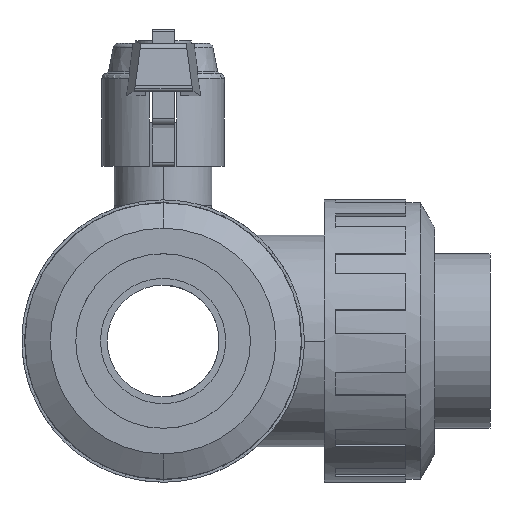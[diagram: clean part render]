
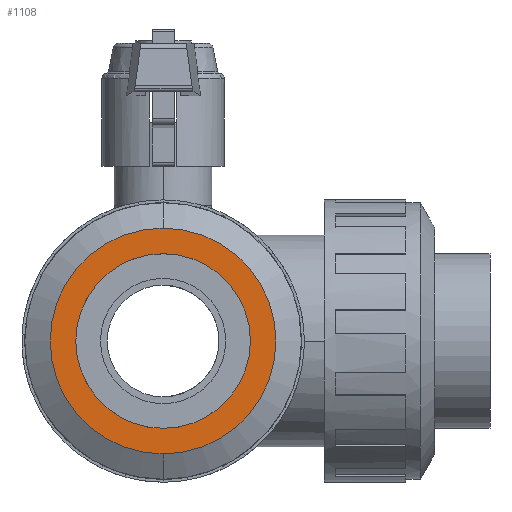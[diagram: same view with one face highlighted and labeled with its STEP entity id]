
A CAD part, left-side view. The second image highlights one B-rep face of the part: STEP entity #1108.
In plain terms, the highlighted planar face has unit normal (-1, 0, 0).
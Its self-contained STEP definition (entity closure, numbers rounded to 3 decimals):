
#1108=ADVANCED_FACE('',(#2275,#2276),#2277,.T.);
#2275=FACE_BOUND('',#3494,.T.);
#2276=FACE_OUTER_BOUND('',#3495,.T.);
#2277=PLANE('',#3496);
#3494=EDGE_LOOP('',(#6992,#6993));
#3495=EDGE_LOOP('',(#6994,#6995));
#3496=AXIS2_PLACEMENT_3D('',#6996,#6997,#6998);
#6992=ORIENTED_EDGE('',*,*,#8757,.F.);
#6993=ORIENTED_EDGE('',*,*,#7495,.F.);
#6994=ORIENTED_EDGE('',*,*,#7500,.T.);
#6995=ORIENTED_EDGE('',*,*,#8755,.T.);
#6996=CARTESIAN_POINT('',(-97.27,0.0,35.825));
#6997=DIRECTION('',(-1.0,0.0,0.0));
#6998=DIRECTION('',(0.0,-0.0,1.0));
#7495=EDGE_CURVE('',#9058,#9054,#9060,.T.);
#7500=EDGE_CURVE('',#9063,#9067,#9069,.T.);
#8755=EDGE_CURVE('',#9067,#9063,#10936,.T.);
#8757=EDGE_CURVE('',#9054,#9058,#10938,.T.);
#9054=VERTEX_POINT('',#11385);
#9058=VERTEX_POINT('',#11390);
#9060=CIRCLE('',#11393,31.25);
#9063=VERTEX_POINT('',#11396);
#9067=VERTEX_POINT('',#11401);
#9069=CIRCLE('',#11404,40.4);
#10936=CIRCLE('',#14359,40.4);
#10938=CIRCLE('',#14361,31.25);
#11385=CARTESIAN_POINT('',(-97.27,0.0,31.25));
#11390=CARTESIAN_POINT('',(-97.27,0.,-31.25));
#11393=AXIS2_PLACEMENT_3D('',#14679,#14680,#14681);
#11396=CARTESIAN_POINT('',(-97.27,0.0,40.4));
#11401=CARTESIAN_POINT('',(-97.27,0.,-40.4));
#11404=AXIS2_PLACEMENT_3D('',#14687,#14688,#14689);
#14359=AXIS2_PLACEMENT_3D('',#16200,#16201,#16202);
#14361=AXIS2_PLACEMENT_3D('',#16203,#16204,#16205);
#14679=CARTESIAN_POINT('',(-97.27,0.0,0.0));
#14680=DIRECTION('',(-1.0,0.0,0.0));
#14681=DIRECTION('',(0.0,-0.0,1.0));
#14687=CARTESIAN_POINT('',(-97.27,0.0,0.0));
#14688=DIRECTION('',(-1.0,0.0,0.0));
#14689=DIRECTION('',(0.0,-0.0,1.0));
#16200=CARTESIAN_POINT('',(-97.27,0.0,0.0));
#16201=DIRECTION('',(-1.0,0.0,0.0));
#16202=DIRECTION('',(0.0,-0.0,1.0));
#16203=CARTESIAN_POINT('',(-97.27,0.0,0.0));
#16204=DIRECTION('',(-1.0,0.0,0.0));
#16205=DIRECTION('',(0.0,-0.0,1.0));
